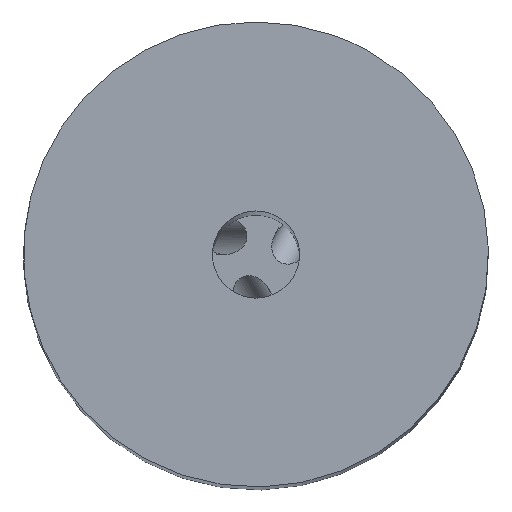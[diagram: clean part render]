
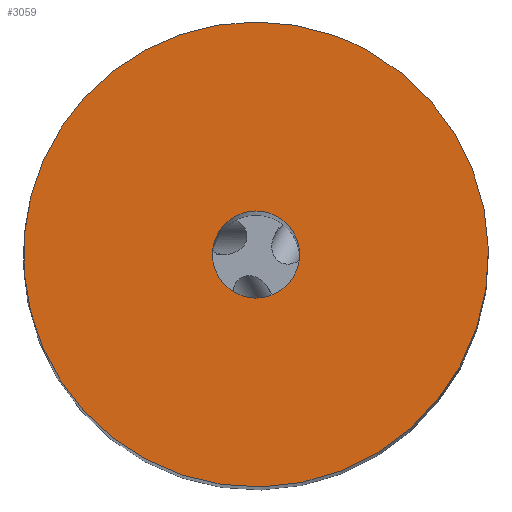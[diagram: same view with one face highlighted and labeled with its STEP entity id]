
A CAD part, top view. The second image highlights one B-rep face of the part: STEP entity #3059.
In plain terms, the highlighted planar face has unit normal (0, 0, 1).
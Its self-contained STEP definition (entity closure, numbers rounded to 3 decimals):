
#2888=CARTESIAN_POINT('',(7.671,14.041,200.));
#2889=VERTEX_POINT('',#2888);
#2896=CARTESIAN_POINT('',(-7.671,-14.041,200.));
#2897=VERTEX_POINT('',#2896);
#2898=CARTESIAN_POINT('',(0.,0.,200.));
#2899=DIRECTION('',(-0.,-0.,-1.));
#2900=DIRECTION('',(1.,0.,-0.));
#2901=AXIS2_PLACEMENT_3D('',#2898,#2899,#2900);
#2902=CIRCLE('',#2901,16.);
#2903=EDGE_CURVE('',#2889,#2897,#2902,.T.);
#2921=CARTESIAN_POINT('',(-7.671,-14.041,200.));
#2922=CARTESIAN_POINT('',(-9.876,-12.836,200.));
#2923=CARTESIAN_POINT('',(-11.845,-11.198,200.));
#2924=CARTESIAN_POINT('',(-13.464,-9.189,200.));
#2925=CARTESIAN_POINT('',(-15.826,-4.644,200.));
#2926=CARTESIAN_POINT('',(-16.294,0.458,200.));
#2927=CARTESIAN_POINT('',(-16.018,3.023,200.));
#2928=CARTESIAN_POINT('',(-14.474,7.907,200.));
#2929=CARTESIAN_POINT('',(-11.198,11.845,200.));
#2930=CARTESIAN_POINT('',(-9.189,13.464,200.));
#2931=CARTESIAN_POINT('',(-4.644,15.826,200.));
#2932=CARTESIAN_POINT('',(0.458,16.294,200.));
#2933=CARTESIAN_POINT('',(3.023,16.018,200.));
#2934=CARTESIAN_POINT('',(5.465,15.246,200.));
#2935=CARTESIAN_POINT('',(7.671,14.041,200.));
#2936=B_SPLINE_CURVE_WITH_KNOTS('',5,(#2921,#2922,#2923,#2924,#2925,#2926,#2927,#2928,#2929,#2930,#2931,#2932,#2933,#2934,#2935),.UNSPECIFIED.,.F.,.F.,(6,3,3,3,6),(-25.133,-12.566,-0.,12.566,25.133),.UNSPECIFIED.);
#2937=EDGE_CURVE('',#2897,#2889,#2936,.T.);
#2993=CARTESIAN_POINT('',(3.,0.,200.));
#2994=VERTEX_POINT('',#2993);
#3001=CARTESIAN_POINT('',(-3.,-0.,200.));
#3002=VERTEX_POINT('',#3001);
#3003=CARTESIAN_POINT('',(0.,0.,200.));
#3004=DIRECTION('',(0.,0.,1.));
#3005=DIRECTION('',(1.,0.,-0.));
#3006=AXIS2_PLACEMENT_3D('',#3003,#3004,#3005);
#3007=CIRCLE('',#3006,3.);
#3008=EDGE_CURVE('',#2994,#3002,#3007,.T.);
#3032=CARTESIAN_POINT('',(0.,0.,200.));
#3033=DIRECTION('',(0.,0.,1.));
#3034=DIRECTION('',(1.,0.,-0.));
#3035=AXIS2_PLACEMENT_3D('',#3032,#3033,#3034);
#3036=CIRCLE('',#3035,3.);
#3037=EDGE_CURVE('',#3002,#2994,#3036,.T.);
#3046=CARTESIAN_POINT('',(0.,-16.,200.));
#3047=DIRECTION('',(-0.,0.,-1.));
#3048=DIRECTION('',(0.,1.,0.));
#3049=AXIS2_PLACEMENT_3D('',#3046,#3047,#3048);
#3050=PLANE('',#3049);
#3051=ORIENTED_EDGE('',*,*,#2937,.F.);
#3052=ORIENTED_EDGE('',*,*,#2903,.F.);
#3053=EDGE_LOOP('',(#3051,#3052));
#3054=FACE_BOUND('',#3053,.T.);
#3055=ORIENTED_EDGE('',*,*,#3037,.F.);
#3056=ORIENTED_EDGE('',*,*,#3008,.F.);
#3057=EDGE_LOOP('',(#3055,#3056));
#3058=FACE_BOUND('',#3057,.T.);
#3059=ADVANCED_FACE('NOCUT',(#3054,#3058),#3050,.F.);
